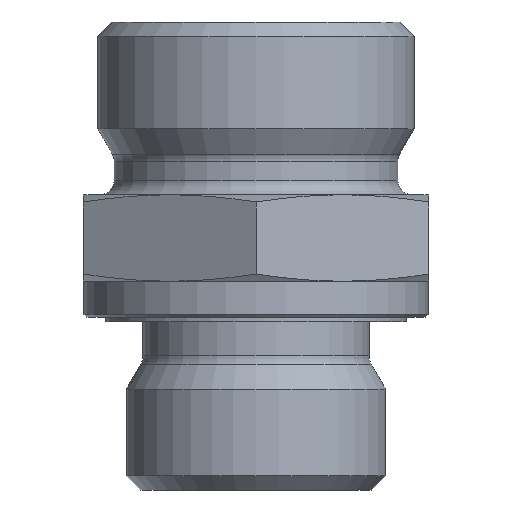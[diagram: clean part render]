
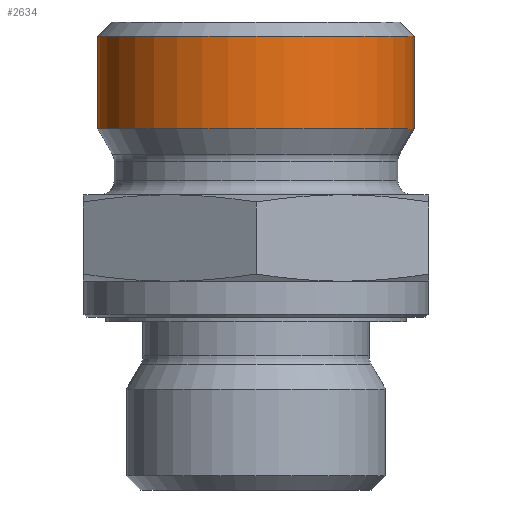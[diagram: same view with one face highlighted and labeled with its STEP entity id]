
A CAD part, front view. The second image highlights one B-rep face of the part: STEP entity #2634.
In plain terms, the highlighted cylindrical face has radius 11 mm (diameter 22 mm), a full revolution.
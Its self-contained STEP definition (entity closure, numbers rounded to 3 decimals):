
#2588=CARTESIAN_POINT('',(5.565,8.457,25.092));
#2589=VERTEX_POINT('',#2588);
#2590=CARTESIAN_POINT('',(-5.435,8.457,25.092));
#2591=DIRECTION('',(0.0,0.0,-1.0));
#2592=DIRECTION('',(-1.0,0.0,0.0));
#2593=AXIS2_PLACEMENT_3D('',#2590,#2591,#2592);
#2594=CIRCLE('',#2593,11.0);
#2595=EDGE_CURVE('',#2589,#2589,#2594,.T.);
#2615=CARTESIAN_POINT('',(-5.435,8.457,32.5));
#2616=DIRECTION('',(0.0,0.0,-1.0));
#2617=DIRECTION('',(-1.0,0.0,0.0));
#2618=AXIS2_PLACEMENT_3D('',#2615,#2616,#2617);
#2619=CYLINDRICAL_SURFACE('',#2618,11.0);
#2620=CARTESIAN_POINT('',(5.565,8.457,31.5));
#2621=VERTEX_POINT('',#2620);
#2622=CARTESIAN_POINT('',(-5.435,8.457,31.5));
#2623=DIRECTION('',(0.0,0.0,1.0));
#2624=DIRECTION('',(-1.0,0.0,0.0));
#2625=AXIS2_PLACEMENT_3D('',#2622,#2623,#2624);
#2626=CIRCLE('',#2625,11.0);
#2627=EDGE_CURVE('',#2621,#2621,#2626,.T.);
#2628=ORIENTED_EDGE('',*,*,#2627,.F.);
#2629=EDGE_LOOP('',(#2628));
#2630=FACE_OUTER_BOUND('',#2629,.T.);
#2631=ORIENTED_EDGE('',*,*,#2595,.F.);
#2632=EDGE_LOOP('',(#2631));
#2633=FACE_BOUND('',#2632,.T.);
#2634=ADVANCED_FACE('',(#2630,#2633),#2619,.T.);
